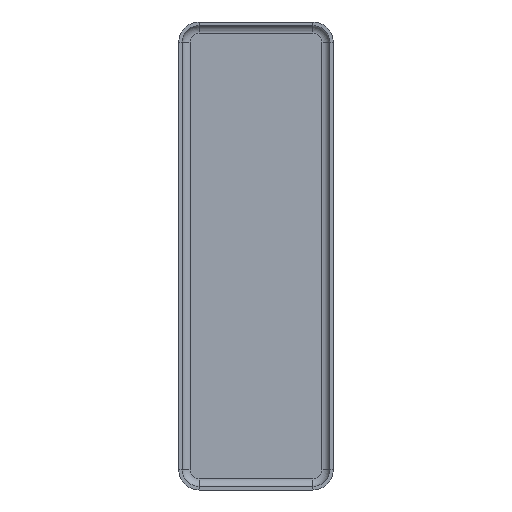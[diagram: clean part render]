
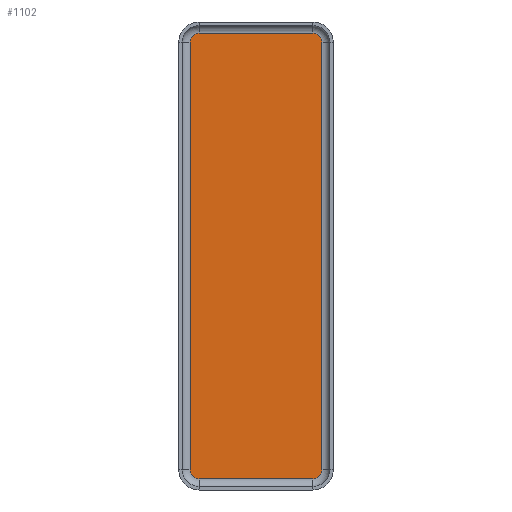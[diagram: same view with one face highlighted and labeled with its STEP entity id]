
A CAD part, front view. The second image highlights one B-rep face of the part: STEP entity #1102.
In plain terms, the highlighted planar face has unit normal (0, -1, 0).
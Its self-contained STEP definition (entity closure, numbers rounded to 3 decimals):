
#18 = DIRECTION ( 'NONE',  ( 0., -1., 0. ) ) ;
#26 = CARTESIAN_POINT ( 'NONE',  ( -5., -0.3, 19.6 ) ) ;
#32 = DIRECTION ( 'NONE',  ( 0., 0., 1. ) ) ;
#34 = CARTESIAN_POINT ( 'NONE',  ( -5., -0.3, -19.6 ) ) ;
#66 = ORIENTED_EDGE ( 'NONE', *, *, #424, .F. ) ;
#77 = CARTESIAN_POINT ( 'NONE',  ( 5., -0.3, 19.6 ) ) ;
#78 = EDGE_CURVE ( 'NONE', #724, #113, #242, .T. ) ;
#86 = ORIENTED_EDGE ( 'NONE', *, *, #78, .F. ) ;
#88 = CARTESIAN_POINT ( 'NONE',  ( 5., -0.3, 18.8 ) ) ;
#90 = DIRECTION ( 'NONE',  ( 0., 1., 0. ) ) ;
#97 = ORIENTED_EDGE ( 'NONE', *, *, #878, .F. ) ;
#113 = VERTEX_POINT ( 'NONE', #1040 ) ;
#155 = DIRECTION ( 'NONE',  ( 0., 1., 0. ) ) ;
#167 = VERTEX_POINT ( 'NONE', #854 ) ;
#174 = LINE ( 'NONE', #393, #1100 ) ;
#200 = VECTOR ( 'NONE', #860, 1000. ) ;
#204 = ORIENTED_EDGE ( 'NONE', *, *, #378, .F. ) ;
#231 = EDGE_CURVE ( 'NONE', #295, #675, #594, .T. ) ;
#241 = CARTESIAN_POINT ( 'NONE',  ( 5., -0.3, -19.6 ) ) ;
#242 = CIRCLE ( 'NONE', #576, 0.8 ) ;
#253 = VECTOR ( 'NONE', #876, 1000. ) ;
#261 = CARTESIAN_POINT ( 'NONE',  ( 5.8, -0.3, -18.8 ) ) ;
#265 = EDGE_CURVE ( 'NONE', #675, #724, #965, .T. ) ;
#287 = EDGE_LOOP ( 'NONE', ( #204, #584, #97, #552, #86, #361, #481, #66 ) ) ;
#295 = VERTEX_POINT ( 'NONE', #261 ) ;
#358 = DIRECTION ( 'NONE',  ( 0., 0., 1. ) ) ;
#361 = ORIENTED_EDGE ( 'NONE', *, *, #265, .F. ) ;
#377 = CARTESIAN_POINT ( 'NONE',  ( 5., -0.3, -19.6 ) ) ;
#378 = EDGE_CURVE ( 'NONE', #741, #981, #468, .T. ) ;
#393 = CARTESIAN_POINT ( 'NONE',  ( -5., -0.3, 19.6 ) ) ;
#424 = EDGE_CURVE ( 'NONE', #981, #295, #1011, .T. ) ;
#468 = CIRCLE ( 'NONE', #793, 0.8 ) ;
#481 = ORIENTED_EDGE ( 'NONE', *, *, #231, .F. ) ;
#487 = AXIS2_PLACEMENT_3D ( 'NONE', #502, #155, #1145 ) ;
#502 = CARTESIAN_POINT ( 'NONE',  ( 5., -0.3, -18.8 ) ) ;
#526 = CARTESIAN_POINT ( 'NONE',  ( -5., -0.3, 18.8 ) ) ;
#548 = CARTESIAN_POINT ( 'NONE',  ( 5., -0.3, 18.8 ) ) ;
#552 = ORIENTED_EDGE ( 'NONE', *, *, #1174, .F. ) ;
#561 = DIRECTION ( 'NONE',  ( 0., 0., -1. ) ) ;
#576 = AXIS2_PLACEMENT_3D ( 'NONE', #1120, #1110, #32 ) ;
#584 = ORIENTED_EDGE ( 'NONE', *, *, #698, .F. ) ;
#594 = CIRCLE ( 'NONE', #487, 0.8 ) ;
#599 = AXIS2_PLACEMENT_3D ( 'NONE', #548, #18, #561 ) ;
#638 = CIRCLE ( 'NONE', #1042, 0.8 ) ;
#675 = VERTEX_POINT ( 'NONE', #377 ) ;
#698 = EDGE_CURVE ( 'NONE', #1047, #741, #174, .T. ) ;
#722 = CARTESIAN_POINT ( 'NONE',  ( 5.8, -0.3, 18.8 ) ) ;
#724 = VERTEX_POINT ( 'NONE', #34 ) ;
#741 = VERTEX_POINT ( 'NONE', #77 ) ;
#772 = VECTOR ( 'NONE', #912, 1000. ) ;
#793 = AXIS2_PLACEMENT_3D ( 'NONE', #88, #979, #803 ) ;
#803 = DIRECTION ( 'NONE',  ( 0., 0., 1. ) ) ;
#827 = PLANE ( 'NONE',  #599 ) ;
#854 = CARTESIAN_POINT ( 'NONE',  ( -5.8, -0.3, 18.8 ) ) ;
#860 = DIRECTION ( 'NONE',  ( 0., 0., 1. ) ) ;
#876 = DIRECTION ( 'NONE',  ( -1., 0., 0. ) ) ;
#878 = EDGE_CURVE ( 'NONE', #167, #1047, #638, .T. ) ;
#912 = DIRECTION ( 'NONE',  ( 0., 0., -1. ) ) ;
#937 = DIRECTION ( 'NONE',  ( 1., 0., 0. ) ) ;
#965 = LINE ( 'NONE', #241, #253 ) ;
#979 = DIRECTION ( 'NONE',  ( 0., 1., 0. ) ) ;
#981 = VERTEX_POINT ( 'NONE', #722 ) ;
#990 = CARTESIAN_POINT ( 'NONE',  ( 5.8, -0.3, 18.8 ) ) ;
#1002 = LINE ( 'NONE', #1023, #200 ) ;
#1011 = LINE ( 'NONE', #990, #772 ) ;
#1023 = CARTESIAN_POINT ( 'NONE',  ( -5.8, -0.3, -18.8 ) ) ;
#1040 = CARTESIAN_POINT ( 'NONE',  ( -5.8, -0.3, -18.8 ) ) ;
#1042 = AXIS2_PLACEMENT_3D ( 'NONE', #526, #90, #358 ) ;
#1047 = VERTEX_POINT ( 'NONE', #26 ) ;
#1072 = FACE_OUTER_BOUND ( 'NONE', #287, .T. ) ;
#1100 = VECTOR ( 'NONE', #937, 1000. ) ;
#1102 = ADVANCED_FACE ( 'NONE', ( #1072 ), #827, .T. ) ;
#1110 = DIRECTION ( 'NONE',  ( 0., 1., 0. ) ) ;
#1120 = CARTESIAN_POINT ( 'NONE',  ( -5., -0.3, -18.8 ) ) ;
#1145 = DIRECTION ( 'NONE',  ( 0., 0., 1. ) ) ;
#1174 = EDGE_CURVE ( 'NONE', #113, #167, #1002, .T. ) ;
